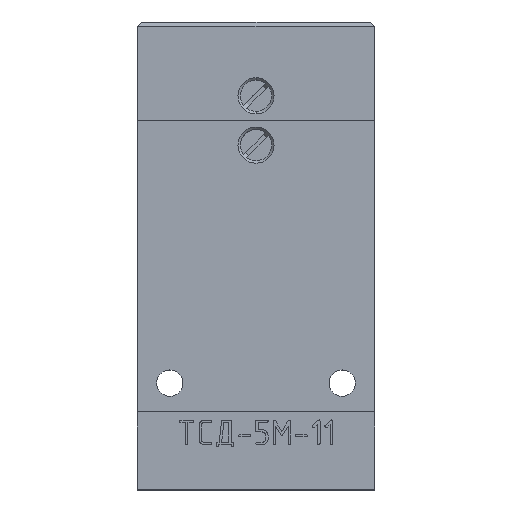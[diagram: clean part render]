
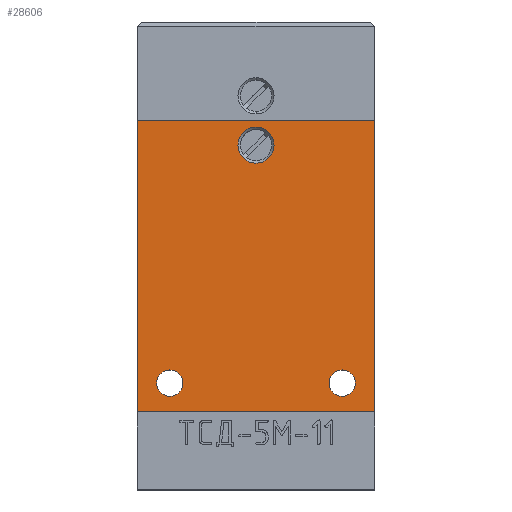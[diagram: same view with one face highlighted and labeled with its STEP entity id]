
A CAD part, top view. The second image highlights one B-rep face of the part: STEP entity #28606.
In plain terms, the highlighted planar face has unit normal (0, 0, 1).
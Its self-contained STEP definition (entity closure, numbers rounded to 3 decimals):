
#559 = VECTOR ( 'NONE', #37004, 1000. ) ;
#1201 = CIRCLE ( 'NONE', #7337, 1.6 ) ;
#3579 = ORIENTED_EDGE ( 'NONE', *, *, #32509, .F. ) ;
#4014 = CIRCLE ( 'NONE', #20084, 2.2 ) ;
#4627 = VERTEX_POINT ( 'NONE', #32950 ) ;
#4994 = CARTESIAN_POINT ( 'NONE',  ( -12.995, -9.5, 16. ) ) ;
#5912 = CARTESIAN_POINT ( 'NONE',  ( 6.405, -9.5, 16. ) ) ;
#6215 = EDGE_CURVE ( 'NONE', #12225, #16277, #37985, .T. ) ;
#6462 = CIRCLE ( 'NONE', #36569, 1.6 ) ;
#6546 = VERTEX_POINT ( 'NONE', #27580 ) ;
#7013 = CIRCLE ( 'NONE', #43750, 2.2 ) ;
#7021 = DIRECTION ( 'NONE',  ( 0., 0., 1. ) ) ;
#7289 = DIRECTION ( 'NONE',  ( 0., 0., 1. ) ) ;
#7337 = AXIS2_PLACEMENT_3D ( 'NONE', #4994, #29232, #8509 ) ;
#7971 = CARTESIAN_POINT ( 'NONE',  ( 12.005, -13., 16. ) ) ;
#8090 = EDGE_CURVE ( 'NONE', #10639, #24826, #24179, .T. ) ;
#8509 = DIRECTION ( 'NONE',  ( 1., 0., 0. ) ) ;
#8858 = LINE ( 'NONE', #33737, #44560 ) ;
#9293 = DIRECTION ( 'NONE',  ( 0., 0., 1. ) ) ;
#10037 = ORIENTED_EDGE ( 'NONE', *, *, #31465, .T. ) ;
#10129 = EDGE_CURVE ( 'NONE', #18345, #16277, #18979, .T. ) ;
#10433 = EDGE_CURVE ( 'NONE', #31158, #6546, #7013, .T. ) ;
#10639 = VERTEX_POINT ( 'NONE', #5912 ) ;
#10895 = EDGE_CURVE ( 'NONE', #24367, #4627, #6462, .T. ) ;
#12225 = VERTEX_POINT ( 'NONE', #24883 ) ;
#13202 = EDGE_LOOP ( 'NONE', ( #3579, #22118 ) ) ;
#13538 = LINE ( 'NONE', #23533, #40022 ) ;
#14379 = ORIENTED_EDGE ( 'NONE', *, *, #10895, .F. ) ;
#15184 = DIRECTION ( 'NONE',  ( 0., 0., 1. ) ) ;
#15417 = AXIS2_PLACEMENT_3D ( 'NONE', #28017, #7289, #31477 ) ;
#16277 = VERTEX_POINT ( 'NONE', #23194 ) ;
#17089 = FACE_BOUND ( 'NONE', #26508, .T. ) ;
#17299 = CARTESIAN_POINT ( 'NONE',  ( 9.605, -9.5, 16. ) ) ;
#18093 = DIRECTION ( 'NONE',  ( 0., 0., 1. ) ) ;
#18345 = VERTEX_POINT ( 'NONE', #7971 ) ;
#18979 = LINE ( 'NONE', #23220, #559 ) ;
#19835 = CARTESIAN_POINT ( 'NONE',  ( -16.995, -21.5, 16. ) ) ;
#20084 = AXIS2_PLACEMENT_3D ( 'NONE', #38807, #18093, #42274 ) ;
#20642 = VECTOR ( 'NONE', #27094, 1000. ) ;
#22118 = ORIENTED_EDGE ( 'NONE', *, *, #8090, .F. ) ;
#23194 = CARTESIAN_POINT ( 'NONE',  ( 12.005, 22.5, 16. ) ) ;
#23220 = CARTESIAN_POINT ( 'NONE',  ( 12.005, 11.5, 16. ) ) ;
#23331 = DIRECTION ( 'NONE',  ( 1., 0., 0. ) ) ;
#23533 = CARTESIAN_POINT ( 'NONE',  ( -16.995, -13., 16. ) ) ;
#24179 = CIRCLE ( 'NONE', #29442, 1.6 ) ;
#24367 = VERTEX_POINT ( 'NONE', #38385 ) ;
#24439 = EDGE_CURVE ( 'NONE', #6546, #31158, #4014, .T. ) ;
#24826 = VERTEX_POINT ( 'NONE', #17299 ) ;
#24883 = CARTESIAN_POINT ( 'NONE',  ( -16.995, 22.5, 16. ) ) ;
#25019 = EDGE_CURVE ( 'NONE', #4627, #24367, #1201, .T. ) ;
#25956 = CIRCLE ( 'NONE', #15417, 1.6 ) ;
#26270 = FACE_OUTER_BOUND ( 'NONE', #38026, .T. ) ;
#26508 = EDGE_LOOP ( 'NONE', ( #31572, #32659 ) ) ;
#27094 = DIRECTION ( 'NONE',  ( 1., 0., 0. ) ) ;
#27580 = CARTESIAN_POINT ( 'NONE',  ( -0.295, 19.5, 16. ) ) ;
#27730 = CARTESIAN_POINT ( 'NONE',  ( 8.005, -9.5, 16. ) ) ;
#27826 = AXIS2_PLACEMENT_3D ( 'NONE', #19835, #44039, #23331 ) ;
#28017 = CARTESIAN_POINT ( 'NONE',  ( 8.005, -9.5, 16. ) ) ;
#28484 = ORIENTED_EDGE ( 'NONE', *, *, #6215, .F. ) ;
#28606 = ADVANCED_FACE ( 'NONE', ( #17089, #44675, #36590, #26270 ), #43894, .T. ) ;
#29232 = DIRECTION ( 'NONE',  ( 0., 0., 1. ) ) ;
#29442 = AXIS2_PLACEMENT_3D ( 'NONE', #27730, #7021, #31187 ) ;
#29910 = ORIENTED_EDGE ( 'NONE', *, *, #10129, .T. ) ;
#29991 = CARTESIAN_POINT ( 'NONE',  ( -12.995, -9.5, 16. ) ) ;
#30756 = ORIENTED_EDGE ( 'NONE', *, *, #25019, .F. ) ;
#30771 = DIRECTION ( 'NONE',  ( -1., 0., 0. ) ) ;
#31158 = VERTEX_POINT ( 'NONE', #34536 ) ;
#31169 = VERTEX_POINT ( 'NONE', #31788 ) ;
#31187 = DIRECTION ( 'NONE',  ( 1., 0., 0. ) ) ;
#31465 = EDGE_CURVE ( 'NONE', #12225, #31169, #8858, .T. ) ;
#31477 = DIRECTION ( 'NONE',  ( 1., 0., 0. ) ) ;
#31572 = ORIENTED_EDGE ( 'NONE', *, *, #24439, .F. ) ;
#31788 = CARTESIAN_POINT ( 'NONE',  ( -16.995, -13., 16. ) ) ;
#32509 = EDGE_CURVE ( 'NONE', #24826, #10639, #25956, .T. ) ;
#32659 = ORIENTED_EDGE ( 'NONE', *, *, #10433, .F. ) ;
#32950 = CARTESIAN_POINT ( 'NONE',  ( -11.395, -9.5, 16. ) ) ;
#33497 = DIRECTION ( 'NONE',  ( 1., 0., 0. ) ) ;
#33737 = CARTESIAN_POINT ( 'NONE',  ( -16.995, 11.5, 16. ) ) ;
#34536 = CARTESIAN_POINT ( 'NONE',  ( -4.695, 19.5, 16. ) ) ;
#35859 = CARTESIAN_POINT ( 'NONE',  ( -2.495, 19.5, 16. ) ) ;
#36569 = AXIS2_PLACEMENT_3D ( 'NONE', #29991, #9293, #33497 ) ;
#36590 = FACE_BOUND ( 'NONE', #42202, .T. ) ;
#36903 = CARTESIAN_POINT ( 'NONE',  ( -16.995, 22.5, 16. ) ) ;
#37004 = DIRECTION ( 'NONE',  ( 0., 1., 0. ) ) ;
#37241 = DIRECTION ( 'NONE',  ( 0., -1., 0. ) ) ;
#37905 = EDGE_CURVE ( 'NONE', #18345, #31169, #13538, .T. ) ;
#37985 = LINE ( 'NONE', #36903, #20642 ) ;
#38026 = EDGE_LOOP ( 'NONE', ( #44232, #29910, #28484, #10037 ) ) ;
#38385 = CARTESIAN_POINT ( 'NONE',  ( -14.595, -9.5, 16. ) ) ;
#38807 = CARTESIAN_POINT ( 'NONE',  ( -2.495, 19.5, 16. ) ) ;
#39348 = DIRECTION ( 'NONE',  ( 1., 0., 0. ) ) ;
#40022 = VECTOR ( 'NONE', #30771, 1000. ) ;
#42202 = EDGE_LOOP ( 'NONE', ( #30756, #14379 ) ) ;
#42274 = DIRECTION ( 'NONE',  ( 1., 0., 0. ) ) ;
#43750 = AXIS2_PLACEMENT_3D ( 'NONE', #35859, #15184, #39348 ) ;
#43894 = PLANE ( 'NONE',  #27826 ) ;
#44039 = DIRECTION ( 'NONE',  ( 0., 0., 1. ) ) ;
#44232 = ORIENTED_EDGE ( 'NONE', *, *, #37905, .F. ) ;
#44560 = VECTOR ( 'NONE', #37241, 1000. ) ;
#44675 = FACE_BOUND ( 'NONE', #13202, .T. ) ;
